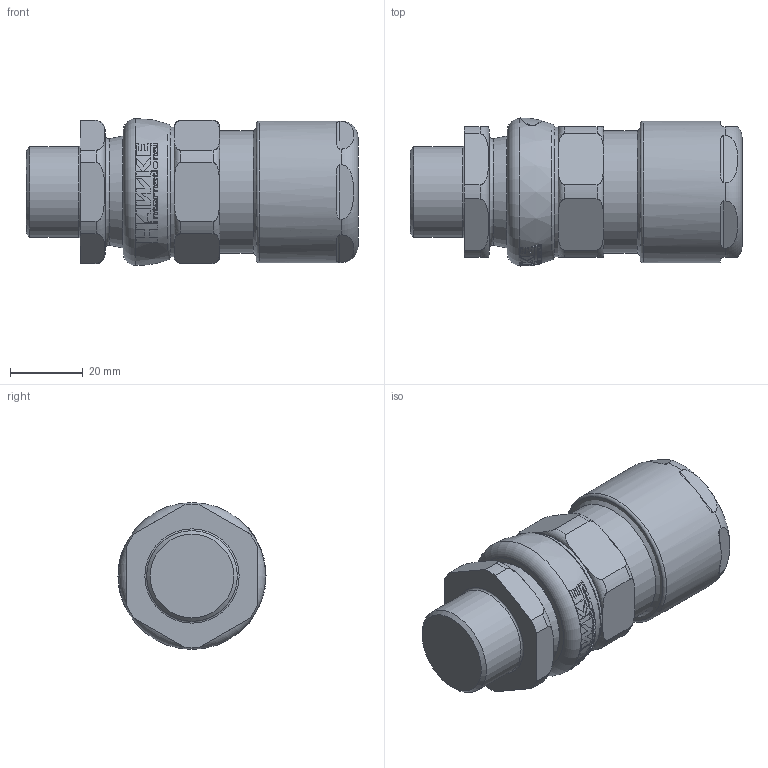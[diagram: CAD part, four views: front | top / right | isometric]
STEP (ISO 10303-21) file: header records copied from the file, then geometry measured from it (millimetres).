
FILE_DESCRIPTION(/* description */ (''),/* implementation_level */ '2;1');
FILE_NAME(/* name */ 'ICG_653_UNIV_L B.stp',/* time_stamp */ '2021-04-29T16:05:05+06:00',/* author */ ('vinaykumark'),/* organization */ (''),/* preprocessor_version */ 'ST-DEVELOPER v18',/* originating_system */ 'Autodesk Inventor 2020',/* authorisation */ '');
FILE_SCHEMA (('AUTOMOTIVE_DESIGN { 1 0 10303 214 3 1 1 }'));
Length unit declared in the file: inch
Products named in the file (1): ICG_653_UNIV_L B
Bounding box: 91.52 x 40.8 x 40.5 mm (x, y, z)
Surface area: 41967.8 mm2
Topology: 11 solids, 11 shells, 798 faces, 2257 edges, 1517 vertices
Faces by surface type: plane 292, bspline 158, torus 155, cylinder 112, cone 79, sphere 2
Full cylindrical faces by diameter (mm): 0.8 x6, 19.8 x1, 20.2 x1, 23.5 x1, 23.8 x1, 25 x1, 25.9 x1, 26.2 x1, 26.6 x1, 29.1 x1, 29.3 x1, 29.8 x1, 30.2 x1, 30.3 x1, 30.5 x3, 31.2 x1, 33.24 x1, 33.52 x1, 33.72 x1, 34.6 x1, 35.65 x1, 36 x1, 39 x1
Entity records: 31870 total; most frequent: CARTESIAN_POINT 11679, ORIENTED_EDGE 4510, DIRECTION 3493, EDGE_CURVE 2255, VERTEX_POINT 1517, AXIS2_PLACEMENT_3D 1400, EDGE_LOOP 842, FACE_OUTER_BOUND 798
